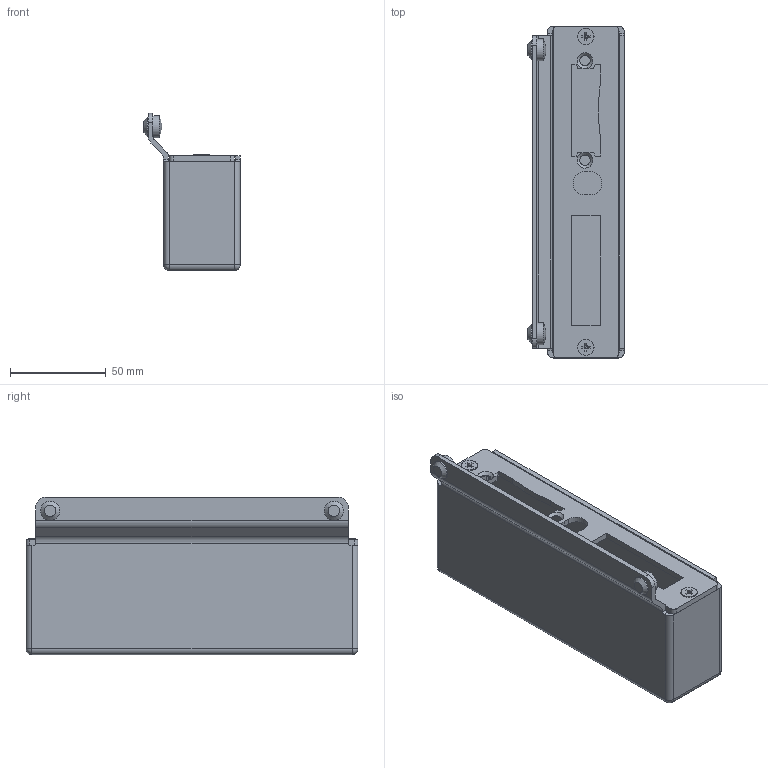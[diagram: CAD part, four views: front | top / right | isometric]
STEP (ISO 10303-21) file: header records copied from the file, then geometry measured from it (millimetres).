
FILE_DESCRIPTION (( 'STEP AP203' ), '1' );
FILE_NAME ('10330.STEP', '2021-11-24T07:49:50', ( '' ), ( '' ), 'SwSTEP 2.0', 'SolidWorks 2018', '' );
FILE_SCHEMA (( 'CONFIG_CONTROL_DESIGN' ));
Length unit declared in the file: millimetre
Products named in the file (11): countersunk flat head cross recess screw_din_ISO 7046-1 - M4 x 8 - Z --- 8S; 10330 Teil3; 10330 Teil1; countersunk flat head cross recess screw_din; 10330 Teil2; 10330
Assembly tree (6 placements, depth 2):
  10330 Teil3
  10330 Teil1
  countersunk flat head cross recess screw_din
  10330
    10330 Teil1
    10330 Teil2
    10330 Teil3  x2
    countersunk flat head cross recess screw_din_ISO 7046-1 - M4 x 8 - Z --- 8S  x2
  10330 Teil2
Bounding box: 50.3 x 173 x 82 mm (x, y, z)
Volume: 101682.3 mm3; surface area: 82504.8 mm2
Topology: 6 solids, 6 shells, 416 faces, 1071 edges, 677 vertices
Faces by surface type: plane 181, bspline 94, cylinder 77, cone 52, sphere 10, torus 2
Full cylindrical faces by diameter (mm): 3.3 x2, 4 x16, 5.4 x2, 6 x2, 7 x2, 8.4 x2, 10 x2, 11.5 x2
Entity records: 16839 total; most frequent: CARTESIAN_POINT 7699, ORIENTED_EDGE 1780, DIRECTION 1400, EDGE_CURVE 890, VERTEX_POINT 600, VECTOR 526, LINE 526, EDGE_LOOP 442
